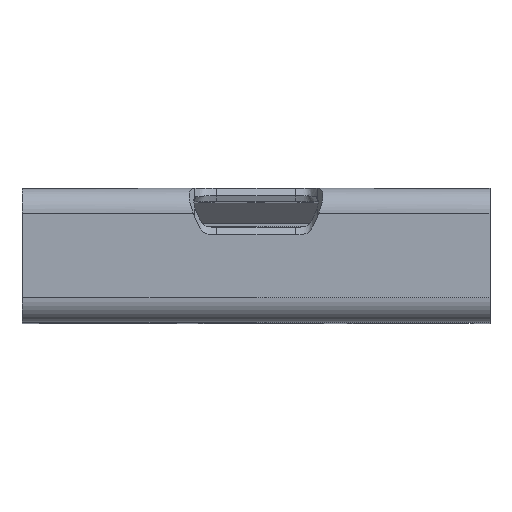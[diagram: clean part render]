
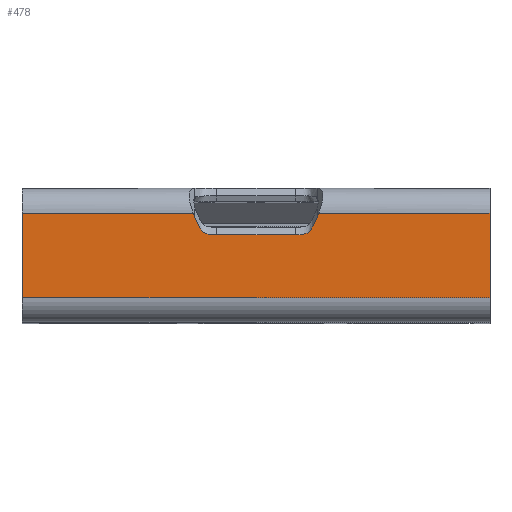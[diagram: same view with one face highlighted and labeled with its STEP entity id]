
A CAD part, top view. The second image highlights one B-rep face of the part: STEP entity #478.
In plain terms, the highlighted planar face has unit normal (0, 0, 1).
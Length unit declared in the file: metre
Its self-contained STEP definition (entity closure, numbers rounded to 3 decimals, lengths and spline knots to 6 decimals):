
#478 = ADVANCED_FACE( '', ( #1052 ), #1053, .T. );
#1052 = FACE_OUTER_BOUND( '', #2735, .T. );
#1053 = PLANE( '', #2736 );
#2735 = EDGE_LOOP( '', ( #4774, #4775, #4776, #4777, #4778, #4779, #4780, #4781, #4782, #4783 ) );
#2736 = AXIS2_PLACEMENT_3D( '', #4784, #4785, #4786 );
#4774 = ORIENTED_EDGE( '', *, *, #6080, .T. );
#4775 = ORIENTED_EDGE( '', *, *, #6308, .T. );
#4776 = ORIENTED_EDGE( '', *, *, #6309, .T. );
#4777 = ORIENTED_EDGE( '', *, *, #6237, .T. );
#4778 = ORIENTED_EDGE( '', *, *, #6310, .T. );
#4779 = ORIENTED_EDGE( '', *, *, #6311, .T. );
#4780 = ORIENTED_EDGE( '', *, *, #5929, .F. );
#4781 = ORIENTED_EDGE( '', *, *, #6312, .F. );
#4782 = ORIENTED_EDGE( '', *, *, #6250, .T. );
#4783 = ORIENTED_EDGE( '', *, *, #6313, .T. );
#4784 = CARTESIAN_POINT( '', ( 0.02825, -0.002413, 0.0881 ) );
#4785 = DIRECTION( '', ( 0., 0., 1. ) );
#4786 = DIRECTION( '', ( 1., 0., 0. ) );
#5929 = EDGE_CURVE( '', #6900, #6902, #6903, .T. );
#6080 = EDGE_CURVE( '', #7143, #7141, #7144, .T. );
#6237 = EDGE_CURVE( '', #7387, #7390, #7392, .T. );
#6250 = EDGE_CURVE( '', #7412, #7410, #7413, .T. );
#6308 = EDGE_CURVE( '', #7141, #7500, #7501, .T. );
#6309 = EDGE_CURVE( '', #7500, #7387, #7502, .T. );
#6310 = EDGE_CURVE( '', #7390, #7503, #7504, .T. );
#6311 = EDGE_CURVE( '', #7503, #6902, #7505, .T. );
#6312 = EDGE_CURVE( '', #7412, #6900, #7506, .T. );
#6313 = EDGE_CURVE( '', #7410, #7143, #7507, .T. );
#6900 = VERTEX_POINT( '', #8598 );
#6902 = VERTEX_POINT( '', #8600 );
#6903 = LINE( '', #8601, #8602 );
#7141 = VERTEX_POINT( '', #9243 );
#7143 = VERTEX_POINT( '', #9246 );
#7144 = LINE( '', #9247, #9248 );
#7387 = VERTEX_POINT( '', #9791 );
#7390 = VERTEX_POINT( '', #9801 );
#7392 = B_SPLINE_CURVE_WITH_KNOTS( '', 2, ( #9804, #9805, #9806, #9807, #9808, #9809, #9810, #9811, #9812, #9813, #9814 ), .UNSPECIFIED., .F., .F., ( 3, 2, 2, 2, 2, 3 ), ( 0., 0.25, 0.375, 0.5, 0.75, 1. ), .UNSPECIFIED. );
#7410 = VERTEX_POINT( '', #9853 );
#7412 = VERTEX_POINT( '', #9855 );
#7413 = LINE( '', #9856, #9857 );
#7500 = VERTEX_POINT( '', #10073 );
#7501 = B_SPLINE_CURVE_WITH_KNOTS( '', 2, ( #10074, #10075, #10076, #10077, #10078, #10079, #10080, #10081, #10082, #10083, #10084 ), .UNSPECIFIED., .F., .F., ( 3, 2, 2, 2, 2, 3 ), ( 0., 0.25, 0.5, 0.625, 0.75, 1. ), .UNSPECIFIED. );
#7502 = LINE( '', #10085, #10086 );
#7503 = VERTEX_POINT( '', #10087 );
#7504 = LINE( '', #10088, #10089 );
#7505 = LINE( '', #10090, #10091 );
#7506 = LINE( '', #10092, #10093 );
#7507 = LINE( '', #10094, #10095 );
#8598 = CARTESIAN_POINT( '', ( -0.02825, -0.0091, 0.0881 ) );
#8600 = CARTESIAN_POINT( '', ( -0.02825, 0.0011, 0.0881 ) );
#8601 = CARTESIAN_POINT( '', ( -0.02825, -0.002413, 0.0881 ) );
#8602 = VECTOR( '', #11370, 1. );
#9243 = CARTESIAN_POINT( '', ( 0.007366, 0.000621, 0.0881 ) );
#9246 = CARTESIAN_POINT( '', ( 0.007561, 0.0011, 0.0881 ) );
#9247 = CARTESIAN_POINT( '', ( 0.009288, 0.005328, 0.0881 ) );
#9248 = VECTOR( '', #11427, 1. );
#9791 = CARTESIAN_POINT( '', ( -0.004768, -0.0015, 0.0881 ) );
#9801 = CARTESIAN_POINT( '', ( -0.007366, 0.000621, 0.0881 ) );
#9804 = CARTESIAN_POINT( '', ( -0.004768, -0.0015, 0.0881 ) );
#9805 = CARTESIAN_POINT( '', ( -0.00537, -0.0015, 0.0881 ) );
#9806 = CARTESIAN_POINT( '', ( -0.005703, -0.001448, 0.0881 ) );
#9807 = CARTESIAN_POINT( '', ( -0.00597, -0.001406, 0.0881 ) );
#9808 = CARTESIAN_POINT( '', ( -0.006152, -0.00132, 0.0881 ) );
#9809 = CARTESIAN_POINT( '', ( -0.006357, -0.001222, 0.0881 ) );
#9810 = CARTESIAN_POINT( '', ( -0.00652, -0.001036, 0.0881 ) );
#9811 = CARTESIAN_POINT( '', ( -0.006735, -0.000789, 0.0881 ) );
#9812 = CARTESIAN_POINT( '', ( -0.006996, -0.000235, 0.0881 ) );
#9813 = CARTESIAN_POINT( '', ( -0.007152, 0.000096, 0.0881 ) );
#9814 = CARTESIAN_POINT( '', ( -0.007366, 0.000621, 0.0881 ) );
#9853 = CARTESIAN_POINT( '', ( 0.02825, 0.0011, 0.0881 ) );
#9855 = CARTESIAN_POINT( '', ( 0.02825, -0.0091, 0.0881 ) );
#9856 = CARTESIAN_POINT( '', ( 0.02825, -0.002413, 0.0881 ) );
#9857 = VECTOR( '', #11507, 1. );
#10073 = CARTESIAN_POINT( '', ( 0.004768, -0.0015, 0.0881 ) );
#10074 = CARTESIAN_POINT( '', ( 0.007366, 0.000621, 0.0881 ) );
#10075 = CARTESIAN_POINT( '', ( 0.00715, 0.000093, 0.0881 ) );
#10076 = CARTESIAN_POINT( '', ( 0.006994, -0.00024, 0.0881 ) );
#10077 = CARTESIAN_POINT( '', ( 0.006732, -0.000796, 0.0881 ) );
#10078 = CARTESIAN_POINT( '', ( 0.006514, -0.001042, 0.0881 ) );
#10079 = CARTESIAN_POINT( '', ( 0.006351, -0.001227, 0.0881 ) );
#10080 = CARTESIAN_POINT( '', ( 0.006144, -0.001323, 0.0881 ) );
#10081 = CARTESIAN_POINT( '', ( 0.005962, -0.001408, 0.0881 ) );
#10082 = CARTESIAN_POINT( '', ( 0.005695, -0.001449, 0.0881 ) );
#10083 = CARTESIAN_POINT( '', ( 0.005363, -0.0015, 0.0881 ) );
#10084 = CARTESIAN_POINT( '', ( 0.004768, -0.0015, 0.0881 ) );
#10085 = CARTESIAN_POINT( '', ( 0.02825, -0.0015, 0.0881 ) );
#10086 = VECTOR( '', #11537, 1. );
#10087 = CARTESIAN_POINT( '', ( -0.007561, 0.0011, 0.0881 ) );
#10088 = CARTESIAN_POINT( '', ( -0.001216, -0.014443, 0.0881 ) );
#10089 = VECTOR( '', #11538, 1. );
#10090 = CARTESIAN_POINT( '', ( 0.02825, 0.0011, 0.0881 ) );
#10091 = VECTOR( '', #11539, 1. );
#10092 = CARTESIAN_POINT( '', ( 0.02825, -0.0091, 0.0881 ) );
#10093 = VECTOR( '', #11540, 1. );
#10094 = CARTESIAN_POINT( '', ( 0.02825, 0.0011, 0.0881 ) );
#10095 = VECTOR( '', #11541, 1. );
#11370 = DIRECTION( '', ( 0., 1., 0. ) );
#11427 = DIRECTION( '', ( -0.378, -0.926, 0. ) );
#11507 = DIRECTION( '', ( 0., 1., 0. ) );
#11537 = DIRECTION( '', ( -1., 0., 0. ) );
#11538 = DIRECTION( '', ( -0.378, 0.926, 0. ) );
#11539 = DIRECTION( '', ( -1., 0., 0. ) );
#11540 = DIRECTION( '', ( -1., 0., 0. ) );
#11541 = DIRECTION( '', ( -1., 0., 0. ) );
